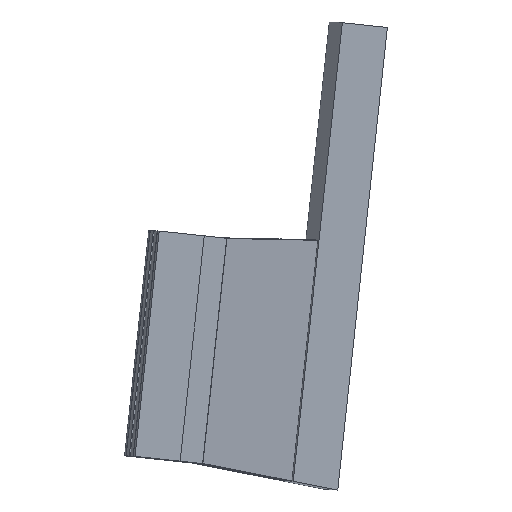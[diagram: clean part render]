
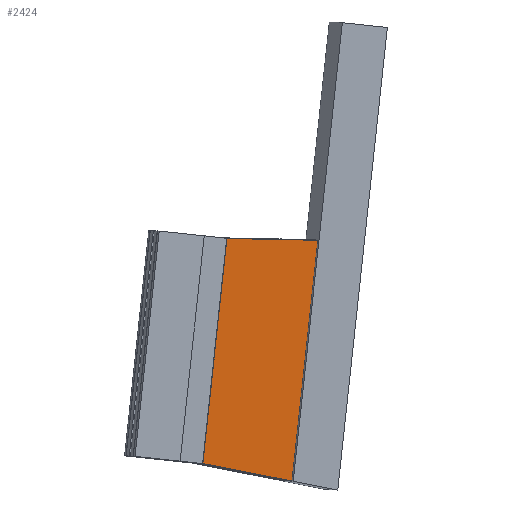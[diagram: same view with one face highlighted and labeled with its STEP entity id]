
A CAD part, front view. The second image highlights one B-rep face of the part: STEP entity #2424.
In plain terms, the highlighted face is planar.
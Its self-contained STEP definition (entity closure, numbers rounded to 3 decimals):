
#1246=CARTESIAN_POINT('Vertex',(2995.436,8000.399,-4995.418)) ;
#1298=CARTESIAN_POINT('Vertex',(2995.436,8000.399,-4.582)) ;
#1301=CARTESIAN_POINT('Line Origine',(2995.436,8000.399,-2500.)) ;
#2360=CARTESIAN_POINT('Vertex',(1000.,8174.977,-5169.996)) ;
#2363=CARTESIAN_POINT('Line Origine',(1500.,8131.233,-5126.252)) ;
#2402=CARTESIAN_POINT('Axis2P3D Location',(3000.,8000.,0.)) ;
#2407=CARTESIAN_POINT('Line Origine',(1000.,8174.977,0.)) ;
#2411=CARTESIAN_POINT('Vertex',(1000.,8174.977,169.996)) ;
#2415=CARTESIAN_POINT('Control Point',(1000.,8174.977,169.996)) ;
#2416=CARTESIAN_POINT('Control Point',(2995.436,8000.399,-4.582)) ;
#1303=VECTOR('Line Direction',#1302,1.) ;
#2365=VECTOR('Line Direction',#2364,1.) ;
#2409=VECTOR('Line Direction',#2408,1.) ;
#1302=DIRECTION('Vector Direction',(0.,0.,-1.)) ;
#2364=DIRECTION('Vector Direction',(0.992,-0.087,0.087)) ;
#2403=DIRECTION('Axis2P3D Direction',(0.087,0.996,0.)) ;
#2404=DIRECTION('Axis2P3D XDirection',(0.,0.,-1.)) ;
#2408=DIRECTION('Vector Direction',(0.,0.,-1.)) ;
#2405=AXIS2_PLACEMENT_3D('Plane Axis2P3D',#2402,#2403,#2404) ;
#1304=LINE('Line',#1301,#1303) ;
#2366=LINE('Line',#2363,#2365) ;
#2410=LINE('Line',#2407,#2409) ;
#2406=PLANE('',#2405) ;
#1305=EDGE_CURVE('',#1299,#1247,#1304,.T.) ;
#2367=EDGE_CURVE('',#2361,#1247,#2366,.T.) ;
#2413=EDGE_CURVE('',#2412,#2361,#2410,.T.) ;
#2417=EDGE_CURVE('',#2412,#1299,#2414,.T.) ;
#2419=ORIENTED_EDGE('',*,*,#2367,.F.) ;
#2420=ORIENTED_EDGE('',*,*,#2413,.F.) ;
#2421=ORIENTED_EDGE('',*,*,#2417,.T.) ;
#2422=ORIENTED_EDGE('',*,*,#1305,.T.) ;
#2418=EDGE_LOOP('',(#2419,#2420,#2421,#2422)) ;
#1247=VERTEX_POINT('',#1246) ;
#1299=VERTEX_POINT('',#1298) ;
#2361=VERTEX_POINT('',#2360) ;
#2412=VERTEX_POINT('',#2411) ;
#2424=ADVANCED_FACE('\X2\96F64EF651E04F554F53\X0\',(#2423),#2406,.T.) ;
#2414=B_SPLINE_CURVE_WITH_KNOTS('',1,(#2415,#2416),.UNSPECIFIED.,.F.,.U.,(2,2),(-1007.625,1003.026),.UNSPECIFIED.) ;
#2423=FACE_OUTER_BOUND('',#2418,.T.) ;
